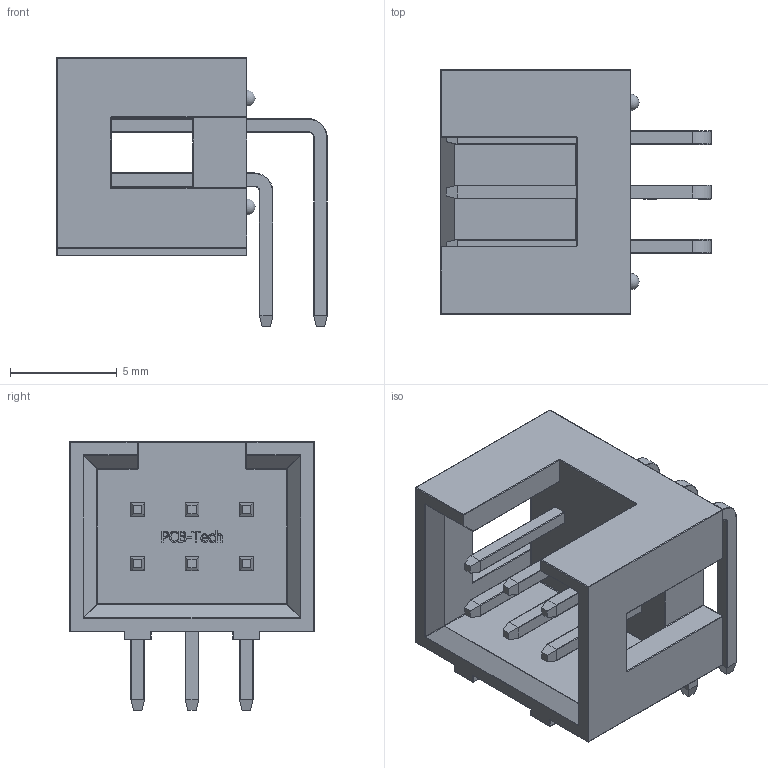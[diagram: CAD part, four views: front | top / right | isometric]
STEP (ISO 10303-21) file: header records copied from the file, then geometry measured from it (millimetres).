
FILE_DESCRIPTION(/* description */ (''),/* implementation_level */ '2;1');
FILE_NAME(/* name */ '6-Pin Shrouded Header (IDC) Right Angle.STEP',/* time_stamp */ '2019-09-21T09:02:34+02:00',/* author */ ('Bernd das Brot'),/* organization */ (''),/* preprocessor_version */ 'ST-DEVELOPER v17',/* originating_system */ 'Autodesk Inventor 2019',/* authorisation */ '');
FILE_SCHEMA (('AUTOMOTIVE_DESIGN { 1 0 10303 214 3 1 1 }'));
Length unit declared in the file: millimetre
Products named in the file (4): 6-Pin Shrouded Header (IDC) Right Angle; Lower Contact; Upper Contact; 6-Pin Shrouded Header Body
Assembly tree (7 placements, depth 2):
  6-Pin Shrouded Header (IDC) Right Angle
    Lower Contact  x3
    Upper Contact  x3
    6-Pin Shrouded Header Body
Bounding box: 12.65 x 11.43 x 12.57 mm (x, y, z)
Volume: 492.4 mm3; surface area: 1009.1 mm2
Topology: 7 solids, 7 shells, 534 faces, 1320 edges, 808 vertices
Faces by surface type: plane 218, cylinder 160, bspline 80, torus 42, sphere 34
Entity records: 12937 total; most frequent: CARTESIAN_POINT 3354, ORIENTED_EDGE 2024, DIRECTION 1842, EDGE_CURVE 1012, AXIS2_PLACEMENT_3D 629, VERTEX_POINT 616, LINE 584, VECTOR 584
